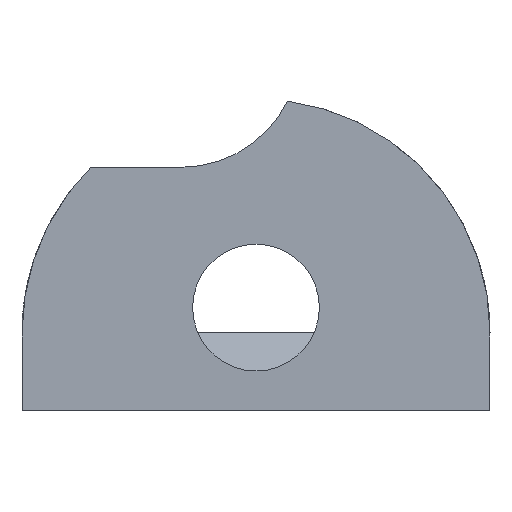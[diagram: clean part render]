
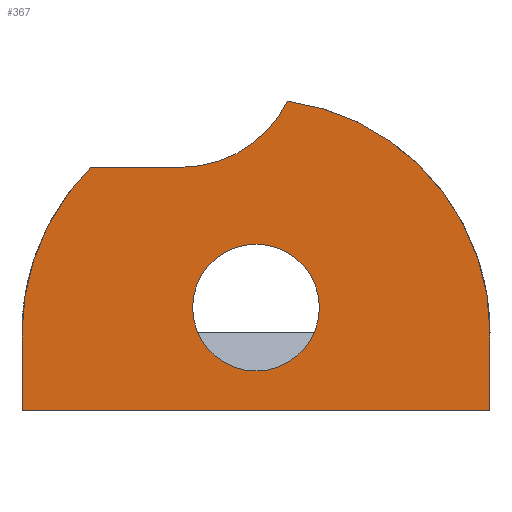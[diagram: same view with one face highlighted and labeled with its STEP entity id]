
A CAD part, front view. The second image highlights one B-rep face of the part: STEP entity #367.
In plain terms, the highlighted planar face has unit normal (0, -1, 0).
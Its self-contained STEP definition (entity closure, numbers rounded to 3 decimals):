
#28=FACE_BOUND('',#62,.T.);
#40=FACE_OUTER_BOUND('',#61,.T.);
#61=EDGE_LOOP('',(#292,#293,#294,#295,#296,#297,#298));
#62=EDGE_LOOP('',(#299));
#94=LINE('',#626,#128);
#97=LINE('',#636,#131);
#98=LINE('',#638,#132);
#99=LINE('',#639,#133);
#128=VECTOR('',#493,10.);
#131=VECTOR('',#504,10.);
#132=VECTOR('',#505,10.);
#133=VECTOR('',#506,10.);
#151=CIRCLE('',#416,3.);
#152=CIRCLE('',#419,6.);
#153=CIRCLE('',#421,6.);
#154=CIRCLE('',#422,1.625);
#181=VERTEX_POINT('',#619);
#182=VERTEX_POINT('',#620);
#183=VERTEX_POINT('',#625);
#184=VERTEX_POINT('',#629);
#185=VERTEX_POINT('',#633);
#186=VERTEX_POINT('',#635);
#187=VERTEX_POINT('',#637);
#188=VERTEX_POINT('',#640);
#221=EDGE_CURVE('',#181,#182,#151,.T.);
#224=EDGE_CURVE('',#182,#183,#94,.T.);
#226=EDGE_CURVE('',#181,#184,#152,.T.);
#228=EDGE_CURVE('',#185,#183,#153,.T.);
#229=EDGE_CURVE('',#186,#185,#97,.T.);
#230=EDGE_CURVE('',#186,#187,#98,.T.);
#231=EDGE_CURVE('',#187,#184,#99,.T.);
#232=EDGE_CURVE('',#188,#188,#154,.T.);
#292=ORIENTED_EDGE('',*,*,#224,.T.);
#293=ORIENTED_EDGE('',*,*,#228,.F.);
#294=ORIENTED_EDGE('',*,*,#229,.F.);
#295=ORIENTED_EDGE('',*,*,#230,.T.);
#296=ORIENTED_EDGE('',*,*,#231,.T.);
#297=ORIENTED_EDGE('',*,*,#226,.F.);
#298=ORIENTED_EDGE('',*,*,#221,.T.);
#299=ORIENTED_EDGE('',*,*,#232,.T.);
#352=PLANE('',#420);
#367=ADVANCED_FACE('',(#40,#28),#352,.T.);
#416=AXIS2_PLACEMENT_3D('',#621,#487,#488);
#419=AXIS2_PLACEMENT_3D('',#630,#497,#498);
#420=AXIS2_PLACEMENT_3D('',#632,#500,#501);
#421=AXIS2_PLACEMENT_3D('',#634,#502,#503);
#422=AXIS2_PLACEMENT_3D('',#641,#507,#508);
#487=DIRECTION('center_axis',(0.,1.,0.));
#488=DIRECTION('ref_axis',(1.,0.,0.));
#493=DIRECTION('',(-1.,0.,0.));
#497=DIRECTION('center_axis',(0.,1.,0.));
#498=DIRECTION('ref_axis',(0.707,0.,0.707));
#500=DIRECTION('center_axis',(0.,-1.,0.));
#501=DIRECTION('ref_axis',(1.,0.,0.));
#502=DIRECTION('center_axis',(0.,1.,0.));
#503=DIRECTION('ref_axis',(0.707,0.,0.707));
#504=DIRECTION('',(0.,0.,1.));
#505=DIRECTION('',(1.,0.,0.));
#506=DIRECTION('',(0.,0.,1.));
#507=DIRECTION('center_axis',(0.,1.,0.));
#508=DIRECTION('ref_axis',(1.,0.,0.));
#619=CARTESIAN_POINT('',(0.802,-10.25,7.946));
#620=CARTESIAN_POINT('',(-1.9,-10.25,6.25));
#621=CARTESIAN_POINT('Origin',(-1.9,-10.25,9.25));
#625=CARTESIAN_POINT('',(-4.235,-10.25,6.25));
#626=CARTESIAN_POINT('',(-5.118,-10.25,6.25));
#629=CARTESIAN_POINT('',(6.,-10.25,2.));
#630=CARTESIAN_POINT('Origin',(0.,-10.25,2.));
#632=CARTESIAN_POINT('Origin',(-6.,-10.25,0.));
#633=CARTESIAN_POINT('',(-6.,-10.25,2.));
#634=CARTESIAN_POINT('Origin',(0.,-10.25,2.));
#635=CARTESIAN_POINT('',(-6.,-10.25,0.));
#636=CARTESIAN_POINT('',(-6.,-10.25,0.));
#637=CARTESIAN_POINT('',(6.,-10.25,0.));
#638=CARTESIAN_POINT('',(-6.,-10.25,0.));
#639=CARTESIAN_POINT('',(6.,-10.25,0.));
#640=CARTESIAN_POINT('',(-1.625,-10.25,2.65));
#641=CARTESIAN_POINT('Origin',(0.,-10.25,2.65));
